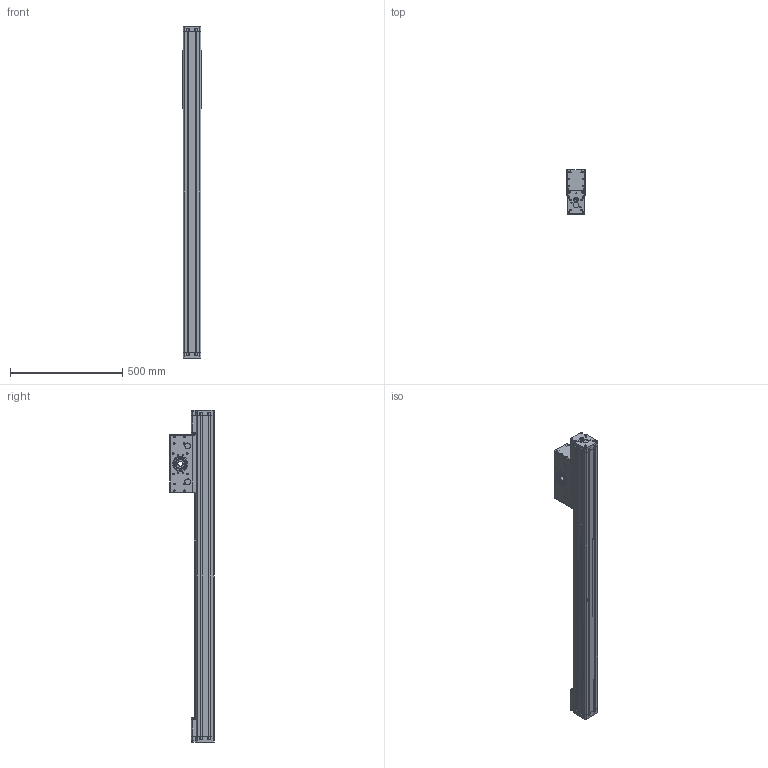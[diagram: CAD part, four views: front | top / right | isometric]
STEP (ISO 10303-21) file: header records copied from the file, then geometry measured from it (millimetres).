
FILE_DESCRIPTION (( 'STEP AP214' ), '1' );
FILE_NAME ('MTZ80L-1000-F22.STEP', '2023-03-21T07:39:52', ( '' ), ( '' ), 'SwSTEP 2.0', 'SolidWorks 2021', '' );
FILE_SCHEMA (( 'AUTOMOTIVE_DESIGN' ));
Length unit declared in the file: millimetre
Products named in the file (17): A8B101-0535; A8W016A; A8Y002-F22; MTZ80L-1000-F22; A8PRM01-F22; A8W005A; STOPPER-D10-M4; A8Y001; VTCEZ0,60-025_ISO 4762 M6 x 25 - 25C-Z; A8W010A; A8W006A; SGF68_Circlip DIN 472 - 68 x 2.5; A2A001L-0430; VTCEZ0,60-016_ISO 4762 M6 x 16 - 16C-Z; VTCEZ1,20-045_ISO 4762 M12 x 45 - 45C-Z; CSR-06008-2RS; VTCEZ0,50-035_ISO 4762 M5 x 35 - 35C-Z
Assembly tree (35 placements, depth 3):
  MTZ80L-1000-F22
    A2A001L-0430
    A8W005A  x2
    A8W006A  x2
    STOPPER-D10-M4  x4
    A8PRM01-F22
      A8W010A
      CSR-06008-2RS  x2
      A8Y001  x2
      A8Y002-F22
      SGF68_Circlip DIN 472 - 68 x 2.5  x2
      VTCEZ0,60-016_ISO 4762 M6 x 16 - 16C-Z  x2
    A8W016A
    A8B101-0535
    VTCEZ1,20-045_ISO 4762 M12 x 45 - 45C-Z
    VTCEZ0,60-025_ISO 4762 M6 x 25 - 25C-Z  x8
    VTCEZ0,50-035_ISO 4762 M5 x 35 - 35C-Z  x4
Bounding box: 83 x 198 x 1480 mm (x, y, z)
Volume: 5538779.5 mm3; surface area: 2089149.8 mm2
Topology: 38 solids, 42 shells, 1642 faces, 3993 edges, 2397 vertices
Faces by surface type: cylinder 656, plane 616, cone 282, torus 88
Entity records: 34443 total; most frequent: DIRECTION 5860, CARTESIAN_POINT 5625, ORIENTED_EDGE 5136, EDGE_CURVE 2568, AXIS2_PLACEMENT_3D 2188, VERTEX_POINT 1639, LINE 1484, VECTOR 1484
